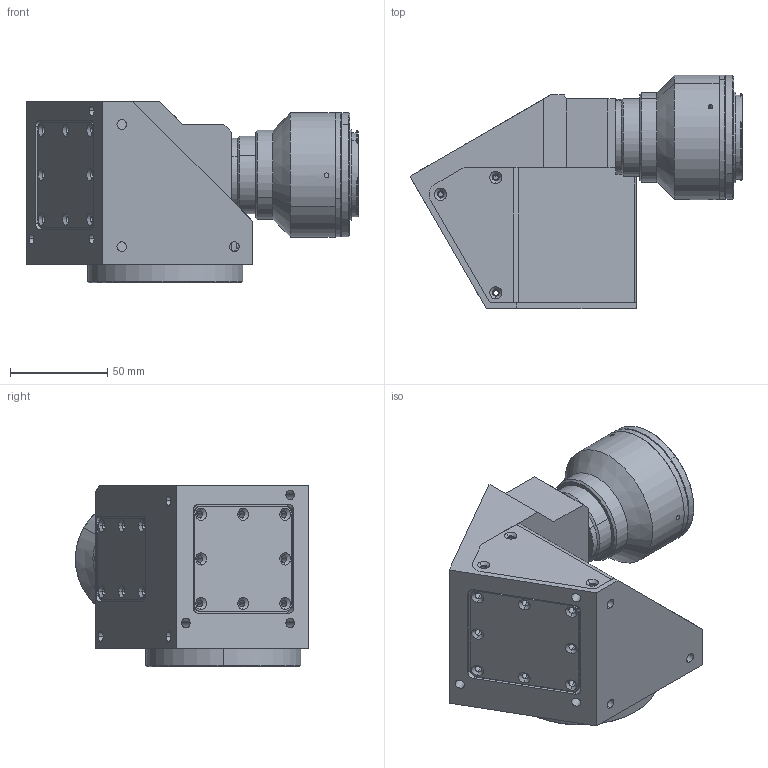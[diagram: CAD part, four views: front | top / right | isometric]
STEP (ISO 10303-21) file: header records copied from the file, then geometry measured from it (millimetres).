
FILE_DESCRIPTION (( 'STEP AP214' ), '1' );
FILE_NAME ('TCCR4M056-F.STEP', '2015-07-21T10:07:30', ( '' ), ( '' ), 'SwSTEP 2.0', 'SolidWorks 2013', '' );
FILE_SCHEMA (( 'AUTOMOTIVE_DESIGN' ));
Length unit declared in the file: millimetre
Products named in the file (1): TCCR4M056-F
Bounding box: 171.05 x 120.17 x 93.6 mm (x, y, z)
Surface area: 89218 mm2 (no closed solid volume)
Topology: 0 solids, 10 shells, 284 faces, 839 edges, 566 vertices
Faces by surface type: cylinder 139, plane 81, cone 62, sphere 2
Entity records: 12948 total; most frequent: CARTESIAN_POINT 1996, DIRECTION 1761, ORIENTED_EDGE 1417, EDGE_CURVE 839, AXIS2_PLACEMENT_3D 663, VERTEX_POINT 566, VECTOR 435, LINE 435
